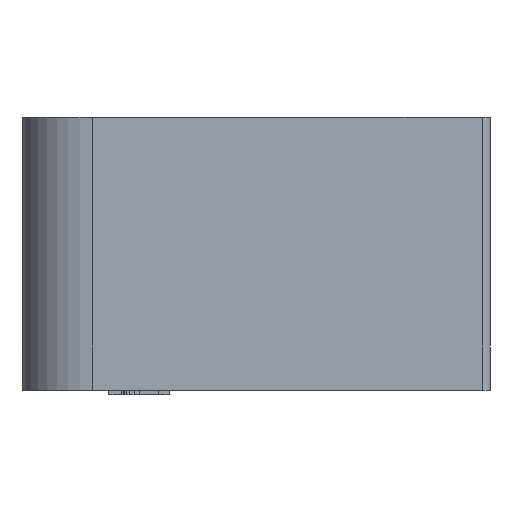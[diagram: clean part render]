
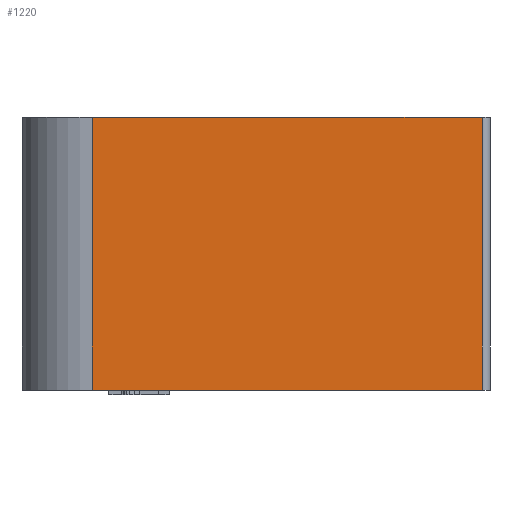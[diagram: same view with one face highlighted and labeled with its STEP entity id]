
A CAD part, front view. The second image highlights one B-rep face of the part: STEP entity #1220.
In plain terms, the highlighted planar face has unit normal (0, -1, 0).
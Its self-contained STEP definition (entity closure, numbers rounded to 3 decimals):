
#47=DIRECTION('',(1.,0.,0.));
#48=VECTOR('',#47,25.);
#49=CARTESIAN_POINT('',(4.5,0.,16.));
#50=LINE('',#49,#48);
#114=DIRECTION('',(0.,0.,1.));
#115=VECTOR('',#114,17.5);
#116=CARTESIAN_POINT('',(4.5,0.,-1.5));
#117=LINE('',#116,#115);
#118=DIRECTION('',(0.,0.,1.));
#119=VECTOR('',#118,17.5);
#120=CARTESIAN_POINT('',(29.5,0.,-1.5));
#121=LINE('',#120,#119);
#186=DIRECTION('',(1.,0.,0.));
#187=VECTOR('',#186,25.);
#188=CARTESIAN_POINT('',(4.5,0.,-1.5));
#189=LINE('',#188,#187);
#878=CARTESIAN_POINT('',(29.5,0.,16.));
#879=VERTEX_POINT('',#878);
#880=CARTESIAN_POINT('',(4.5,0.,16.));
#881=VERTEX_POINT('',#880);
#1080=CARTESIAN_POINT('',(4.5,0.,-1.5));
#1081=VERTEX_POINT('',#1080);
#1082=CARTESIAN_POINT('',(29.5,0.,-1.5));
#1083=VERTEX_POINT('',#1082);
#1207=CARTESIAN_POINT('',(0.,0.,0.));
#1208=DIRECTION('',(0.,-1.,0.));
#1209=DIRECTION('',(-1.,0.,0.));
#1210=AXIS2_PLACEMENT_3D('',#1207,#1208,#1209);
#1211=PLANE('',#1210);
#1213=ORIENTED_EDGE('',*,*,#1212,.F.);
#1215=ORIENTED_EDGE('',*,*,#1214,.F.);
#1216=ORIENTED_EDGE('',*,*,#1198,.T.);
#1217=ORIENTED_EDGE('',*,*,#1127,.T.);
#1218=EDGE_LOOP('',(#1213,#1215,#1216,#1217));
#1219=FACE_OUTER_BOUND('',#1218,.F.);
#1220=ADVANCED_FACE('',(#1219),#1211,.T.);
#1127=EDGE_CURVE('',#881,#879,#50,.T.);
#1198=EDGE_CURVE('',#1081,#881,#117,.T.);
#1212=EDGE_CURVE('',#1083,#879,#121,.T.);
#1214=EDGE_CURVE('',#1081,#1083,#189,.T.);
